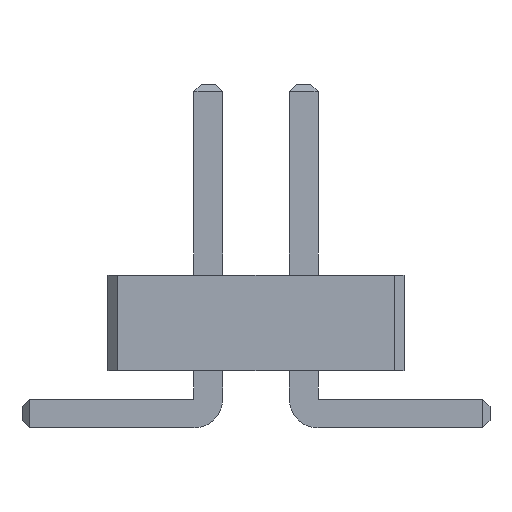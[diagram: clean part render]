
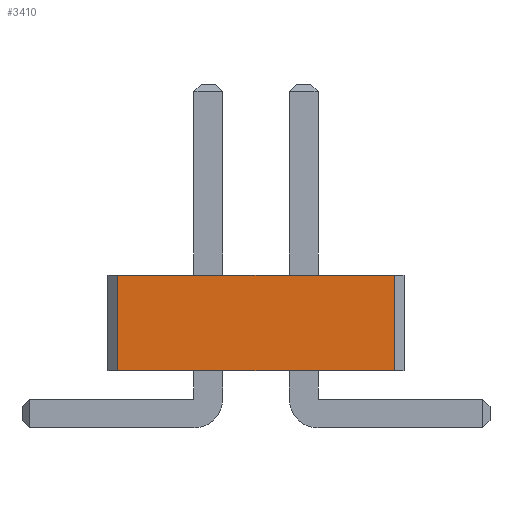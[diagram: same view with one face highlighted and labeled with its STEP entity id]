
A CAD part, front view. The second image highlights one B-rep face of the part: STEP entity #3410.
In plain terms, the highlighted planar face has unit normal (0, -1, 0).
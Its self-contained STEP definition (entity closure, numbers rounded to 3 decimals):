
#358 = VERTEX_POINT('',#359);
#359 = CARTESIAN_POINT('',(1.45,-5.,0.6));
#365 = EDGE_CURVE('',#366,#358,#368,.T.);
#366 = VERTEX_POINT('',#367);
#367 = CARTESIAN_POINT('',(-1.45,-5.,0.6));
#368 = LINE('',#369,#370);
#369 = CARTESIAN_POINT('',(-1.45,-5.,0.6));
#370 = VECTOR('',#371,1.);
#371 = DIRECTION('',(1.,0.,0.));
#1519 = VERTEX_POINT('',#1520);
#1520 = CARTESIAN_POINT('',(1.45,-5.,1.6));
#1526 = EDGE_CURVE('',#1527,#1519,#1529,.T.);
#1527 = VERTEX_POINT('',#1528);
#1528 = CARTESIAN_POINT('',(-1.45,-5.,1.6));
#1529 = LINE('',#1530,#1531);
#1530 = CARTESIAN_POINT('',(-1.45,-5.,1.6));
#1531 = VECTOR('',#1532,1.);
#1532 = DIRECTION('',(1.,0.,0.));
#3382 = EDGE_CURVE('',#366,#1527,#3383,.T.);
#3383 = LINE('',#3384,#3385);
#3384 = CARTESIAN_POINT('',(-1.45,-5.,0.6));
#3385 = VECTOR('',#3386,1.);
#3386 = DIRECTION('',(0.,0.,1.));
#3410 = ADVANCED_FACE('',(#3411),#3422,.F.);
#3411 = FACE_BOUND('',#3412,.F.);
#3412 = EDGE_LOOP('',(#3413,#3414,#3415,#3421));
#3413 = ORIENTED_EDGE('',*,*,#3382,.T.);
#3414 = ORIENTED_EDGE('',*,*,#1526,.T.);
#3415 = ORIENTED_EDGE('',*,*,#3416,.F.);
#3416 = EDGE_CURVE('',#358,#1519,#3417,.T.);
#3417 = LINE('',#3418,#3419);
#3418 = CARTESIAN_POINT('',(1.45,-5.,0.6));
#3419 = VECTOR('',#3420,1.);
#3420 = DIRECTION('',(0.,0.,1.));
#3421 = ORIENTED_EDGE('',*,*,#365,.F.);
#3422 = PLANE('',#3423);
#3423 = AXIS2_PLACEMENT_3D('',#3424,#3425,#3426);
#3424 = CARTESIAN_POINT('',(-1.45,-5.,0.6));
#3425 = DIRECTION('',(0.,1.,0.));
#3426 = DIRECTION('',(1.,0.,0.));
